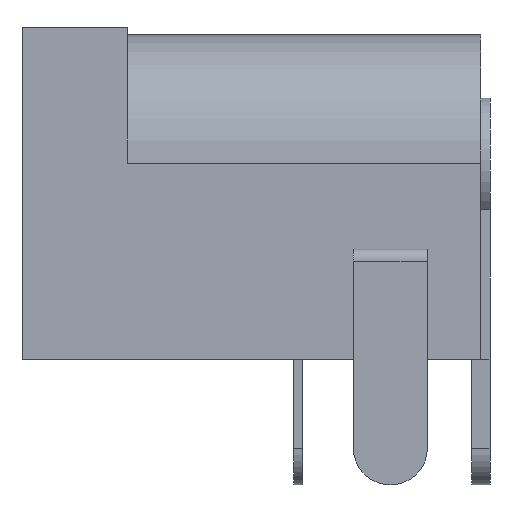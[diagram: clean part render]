
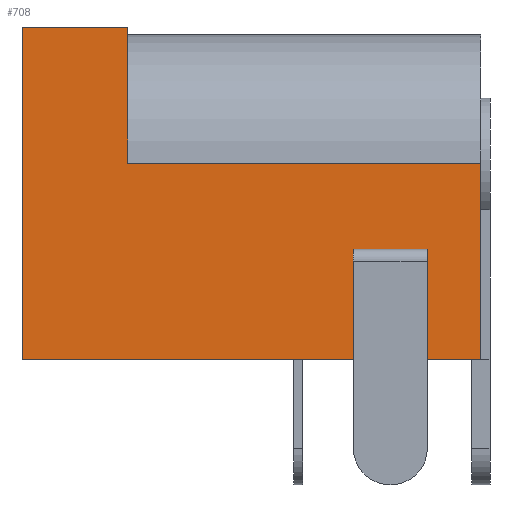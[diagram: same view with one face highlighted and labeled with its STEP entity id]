
A CAD part, left-side view. The second image highlights one B-rep face of the part: STEP entity #708.
In plain terms, the highlighted planar face has unit normal (-1, 0, 0).
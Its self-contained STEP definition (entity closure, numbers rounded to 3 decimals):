
#32=PLANE('',#777);
#68=FACE_OUTER_BOUND('',#114,.T.);
#114=EDGE_LOOP('',(#521,#522,#523,#524,#525,#526));
#161=LINE('',#1082,#235);
#164=LINE('',#1088,#238);
#166=LINE('',#1092,#240);
#169=LINE('',#1098,#243);
#170=LINE('',#1100,#244);
#171=LINE('',#1101,#245);
#235=VECTOR('',#864,10.);
#238=VECTOR('',#869,10.);
#240=VECTOR('',#873,10.);
#243=VECTOR('',#878,10.);
#244=VECTOR('',#879,10.);
#245=VECTOR('',#880,10.);
#335=VERTEX_POINT('',#1079);
#336=VERTEX_POINT('',#1081);
#337=VERTEX_POINT('',#1085);
#339=VERTEX_POINT('',#1091);
#341=VERTEX_POINT('',#1097);
#342=VERTEX_POINT('',#1099);
#404=EDGE_CURVE('',#336,#335,#161,.T.);
#407=EDGE_CURVE('',#335,#337,#164,.T.);
#409=EDGE_CURVE('',#339,#336,#166,.T.);
#412=EDGE_CURVE('',#341,#337,#169,.T.);
#413=EDGE_CURVE('',#342,#341,#170,.T.);
#414=EDGE_CURVE('',#339,#342,#171,.T.);
#521=ORIENTED_EDGE('',*,*,#404,.T.);
#522=ORIENTED_EDGE('',*,*,#407,.T.);
#523=ORIENTED_EDGE('',*,*,#412,.F.);
#524=ORIENTED_EDGE('',*,*,#413,.F.);
#525=ORIENTED_EDGE('',*,*,#414,.F.);
#526=ORIENTED_EDGE('',*,*,#409,.T.);
#708=ADVANCED_FACE('',(#68),#32,.T.);
#777=AXIS2_PLACEMENT_3D('',#1096,#876,#877);
#864=DIRECTION('',(0.,1.,0.));
#869=DIRECTION('',(0.,0.,1.));
#873=DIRECTION('',(0.,0.,1.));
#876=DIRECTION('center_axis',(-1.,0.,0.));
#877=DIRECTION('ref_axis',(0.,-1.,0.));
#878=DIRECTION('',(0.,-1.,0.));
#879=DIRECTION('',(0.,0.,1.));
#880=DIRECTION('',(0.,1.,0.));
#1079=CARTESIAN_POINT('',(-4.5,8.7,6.5));
#1081=CARTESIAN_POINT('',(-4.5,-3.,6.5));
#1082=CARTESIAN_POINT('',(-4.5,4.6,6.5));
#1085=CARTESIAN_POINT('',(-4.5,8.7,11.));
#1088=CARTESIAN_POINT('',(-4.5,8.7,4.375));
#1091=CARTESIAN_POINT('',(-4.5,-3.,0.));
#1092=CARTESIAN_POINT('',(-4.5,-3.,0.));
#1096=CARTESIAN_POINT('Origin',(-4.5,12.2,0.));
#1097=CARTESIAN_POINT('',(-4.5,12.2,11.));
#1098=CARTESIAN_POINT('',(-4.5,-3.,11.));
#1099=CARTESIAN_POINT('',(-4.5,12.2,0.));
#1100=CARTESIAN_POINT('',(-4.5,12.2,0.));
#1101=CARTESIAN_POINT('',(-4.5,-3.,0.));
